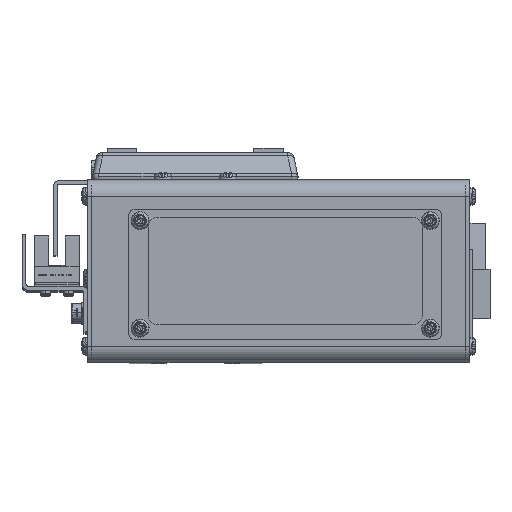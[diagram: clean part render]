
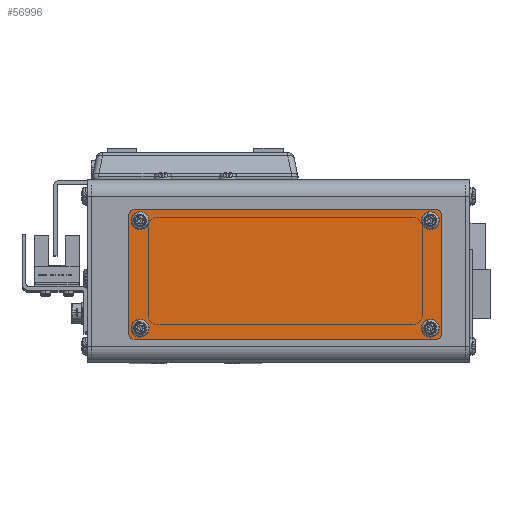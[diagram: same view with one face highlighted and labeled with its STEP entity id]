
A CAD part, top view. The second image highlights one B-rep face of the part: STEP entity #56996.
In plain terms, the highlighted face is planar.
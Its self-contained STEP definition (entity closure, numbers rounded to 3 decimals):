
#354 = DIRECTION ( 'NONE',  ( 0., 0., 1. ) ) ;
#419 = EDGE_CURVE ( 'NONE', #12933, #5858, #56835, .T. ) ;
#431 = CARTESIAN_POINT ( 'NONE',  ( 140.406, 233.769, 0. ) ) ;
#1969 = CARTESIAN_POINT ( 'NONE',  ( 140.406, 233.769, 0. ) ) ;
#3883 = CARTESIAN_POINT ( 'NONE',  ( 138.406, 195.769, 0. ) ) ;
#4564 = DIRECTION ( 'NONE',  ( 0., 0., 1. ) ) ;
#4981 = AXIS2_PLACEMENT_3D ( 'NONE', #35415, #354, #41305 ) ;
#5109 = VERTEX_POINT ( 'NONE', #70050 ) ;
#5723 = CARTESIAN_POINT ( 'NONE',  ( 47.906, 199.269, 0. ) ) ;
#5858 = VERTEX_POINT ( 'NONE', #29306 ) ;
#7588 = EDGE_CURVE ( 'NONE', #46721, #15594, #54125, .T. ) ;
#7800 = EDGE_CURVE ( 'NONE', #59072, #60503, #43051, .T. ) ;
#8585 = DIRECTION ( 'NONE',  ( 0., 0., 1. ) ) ;
#8608 = EDGE_CURVE ( 'NONE', #52391, #72235, #54932, .T. ) ;
#9062 = CIRCLE ( 'NONE', #42898, 1.7 ) ;
#9774 = DIRECTION ( 'NONE',  ( 1., 0., 0. ) ) ;
#11206 = EDGE_CURVE ( 'NONE', #74569, #70673, #9062, .T. ) ;
#11461 = FACE_BOUND ( 'NONE', #29450, .T. ) ;
#11660 = DIRECTION ( 'NONE',  ( 1., 0., 0. ) ) ;
#11760 = DIRECTION ( 'NONE',  ( 0., 0., 1. ) ) ;
#12549 = DIRECTION ( 'NONE',  ( -1., 0., 0. ) ) ;
#12811 = CIRCLE ( 'NONE', #36839, 1.7 ) ;
#12933 = VERTEX_POINT ( 'NONE', #58250 ) ;
#14522 = DIRECTION ( 'NONE',  ( 0., 0., 1. ) ) ;
#14668 = CARTESIAN_POINT ( 'NONE',  ( 47.906, 199.269, 0. ) ) ;
#15129 = EDGE_LOOP ( 'NONE', ( #43949, #70868, #68797, #21783, #33950, #44983, #40402, #41186 ) ) ;
#15594 = VERTEX_POINT ( 'NONE', #29079 ) ;
#15691 = CARTESIAN_POINT ( 'NONE',  ( 46.206, 232.269, 0. ) ) ;
#16057 = AXIS2_PLACEMENT_3D ( 'NONE', #43658, #8585, #49566 ) ;
#16330 = CARTESIAN_POINT ( 'NONE',  ( 136.906, 232.269, 0. ) ) ;
#17907 = DIRECTION ( 'NONE',  ( 0., 0., 1. ) ) ;
#18247 = VECTOR ( 'NONE', #12549, 1000. ) ;
#18524 = DIRECTION ( 'NONE',  ( 0., 0., 1. ) ) ;
#18874 = CARTESIAN_POINT ( 'NONE',  ( 47.906, 232.269, 0. ) ) ;
#19304 = AXIS2_PLACEMENT_3D ( 'NONE', #49561, #14522, #55507 ) ;
#20532 = DIRECTION ( 'NONE',  ( 1., 0., 0. ) ) ;
#21539 = CARTESIAN_POINT ( 'NONE',  ( 138.406, 195.769, 0. ) ) ;
#21783 = ORIENTED_EDGE ( 'NONE', *, *, #21856, .F. ) ;
#21796 = VERTEX_POINT ( 'NONE', #24503 ) ;
#21856 = EDGE_CURVE ( 'NONE', #48837, #38013, #68956, .T. ) ;
#21968 = CARTESIAN_POINT ( 'NONE',  ( 44.406, 197.769, 0. ) ) ;
#22014 = CARTESIAN_POINT ( 'NONE',  ( 46.406, 233.769, 0. ) ) ;
#22171 = DIRECTION ( 'NONE',  ( 1., 0., 0. ) ) ;
#23346 = FACE_BOUND ( 'NONE', #43059, .T. ) ;
#24503 = CARTESIAN_POINT ( 'NONE',  ( 138.606, 232.269, 0. ) ) ;
#24715 = DIRECTION ( 'NONE',  ( 1., 0., 0. ) ) ;
#24773 = EDGE_CURVE ( 'NONE', #71523, #46721, #62260, .T. ) ;
#24847 = CARTESIAN_POINT ( 'NONE',  ( 49.606, 232.269, 0. ) ) ;
#25034 = ORIENTED_EDGE ( 'NONE', *, *, #419, .T. ) ;
#25190 = CARTESIAN_POINT ( 'NONE',  ( 136.906, 199.269, 0. ) ) ;
#25318 = AXIS2_PLACEMENT_3D ( 'NONE', #5723, #46709, #11660 ) ;
#26308 = EDGE_LOOP ( 'NONE', ( #25034, #39842 ) ) ;
#26794 = EDGE_CURVE ( 'NONE', #70673, #74569, #28033, .T. ) ;
#27331 = AXIS2_PLACEMENT_3D ( 'NONE', #16330, #57305, #22171 ) ;
#27891 = PLANE ( 'NONE',  #69743 ) ;
#28033 = CIRCLE ( 'NONE', #43573, 1.7 ) ;
#29079 = CARTESIAN_POINT ( 'NONE',  ( 46.406, 195.769, 0. ) ) ;
#29306 = CARTESIAN_POINT ( 'NONE',  ( 49.606, 199.269, 0. ) ) ;
#29450 = EDGE_LOOP ( 'NONE', ( #59901, #74305 ) ) ;
#30272 = CARTESIAN_POINT ( 'NONE',  ( 135.206, 199.269, 0. ) ) ;
#30576 = CARTESIAN_POINT ( 'NONE',  ( 46.406, 235.769, 0. ) ) ;
#31046 = DIRECTION ( 'NONE',  ( 1., 0., 0. ) ) ;
#31143 = EDGE_CURVE ( 'NONE', #15594, #74562, #39061, .T. ) ;
#32255 = AXIS2_PLACEMENT_3D ( 'NONE', #46823, #11760, #52765 ) ;
#32470 = AXIS2_PLACEMENT_3D ( 'NONE', #25190, #66161, #31046 ) ;
#32875 = CIRCLE ( 'NONE', #16057, 1.7 ) ;
#33537 = VECTOR ( 'NONE', #9774, 1000. ) ;
#33950 = ORIENTED_EDGE ( 'NONE', *, *, #58668, .F. ) ;
#34495 = CIRCLE ( 'NONE', #32255, 2. ) ;
#34822 = DIRECTION ( 'NONE',  ( 0., 0., 1. ) ) ;
#35415 = CARTESIAN_POINT ( 'NONE',  ( 46.406, 197.769, 0. ) ) ;
#35559 = CARTESIAN_POINT ( 'NONE',  ( 138.606, 199.269, 0. ) ) ;
#36839 = AXIS2_PLACEMENT_3D ( 'NONE', #14668, #55642, #20532 ) ;
#37999 = EDGE_CURVE ( 'NONE', #60503, #59072, #59518, .T. ) ;
#38013 = VERTEX_POINT ( 'NONE', #431 ) ;
#38081 = ORIENTED_EDGE ( 'NONE', *, *, #38213, .T. ) ;
#38213 = EDGE_CURVE ( 'NONE', #5109, #21796, #32875, .T. ) ;
#38929 = FACE_BOUND ( 'NONE', #26308, .T. ) ;
#39061 = LINE ( 'NONE', #3883, #33537 ) ;
#39842 = ORIENTED_EDGE ( 'NONE', *, *, #69400, .T. ) ;
#40402 = ORIENTED_EDGE ( 'NONE', *, *, #7588, .F. ) ;
#41186 = ORIENTED_EDGE ( 'NONE', *, *, #24773, .F. ) ;
#41305 = DIRECTION ( 'NONE',  ( 1., 0., 0. ) ) ;
#42362 = ORIENTED_EDGE ( 'NONE', *, *, #7800, .T. ) ;
#42370 = CIRCLE ( 'NONE', #19304, 2. ) ;
#42441 = ORIENTED_EDGE ( 'NONE', *, *, #50355, .T. ) ;
#42898 = AXIS2_PLACEMENT_3D ( 'NONE', #18874, #59842, #24715 ) ;
#43051 = CIRCLE ( 'NONE', #32470, 1.7 ) ;
#43059 = EDGE_LOOP ( 'NONE', ( #42362, #73515 ) ) ;
#43573 = AXIS2_PLACEMENT_3D ( 'NONE', #53610, #18524, #59482 ) ;
#43658 = CARTESIAN_POINT ( 'NONE',  ( 136.906, 232.269, 0. ) ) ;
#43948 = EDGE_CURVE ( 'NONE', #72235, #71523, #61691, .T. ) ;
#43949 = ORIENTED_EDGE ( 'NONE', *, *, #43948, .F. ) ;
#44939 = AXIS2_PLACEMENT_3D ( 'NONE', #52960, #17907, #58853 ) ;
#44983 = ORIENTED_EDGE ( 'NONE', *, *, #31143, .F. ) ;
#45559 = DIRECTION ( 'NONE',  ( 1., 0., 0. ) ) ;
#46599 = VECTOR ( 'NONE', #46954, 1000. ) ;
#46709 = DIRECTION ( 'NONE',  ( 0., 0., 1. ) ) ;
#46721 = VERTEX_POINT ( 'NONE', #21968 ) ;
#46823 = CARTESIAN_POINT ( 'NONE',  ( 138.406, 233.769, 0. ) ) ;
#46954 = DIRECTION ( 'NONE',  ( 0., -1., 0. ) ) ;
#48837 = VERTEX_POINT ( 'NONE', #49406 ) ;
#49406 = CARTESIAN_POINT ( 'NONE',  ( 140.406, 197.769, 0. ) ) ;
#49561 = CARTESIAN_POINT ( 'NONE',  ( 138.406, 197.769, 0. ) ) ;
#49566 = DIRECTION ( 'NONE',  ( 1., 0., 0. ) ) ;
#50334 = CARTESIAN_POINT ( 'NONE',  ( 44.406, 233.769, 0. ) ) ;
#50355 = EDGE_CURVE ( 'NONE', #21796, #5109, #54487, .T. ) ;
#52391 = VERTEX_POINT ( 'NONE', #71528 ) ;
#52765 = DIRECTION ( 'NONE',  ( 1., 0., 0. ) ) ;
#52960 = CARTESIAN_POINT ( 'NONE',  ( 136.906, 199.269, 0. ) ) ;
#53421 = VECTOR ( 'NONE', #54740, 1000. ) ;
#53610 = CARTESIAN_POINT ( 'NONE',  ( 47.906, 232.269, 0. ) ) ;
#54125 = CIRCLE ( 'NONE', #4981, 2. ) ;
#54487 = CIRCLE ( 'NONE', #27331, 1.7 ) ;
#54563 = FACE_OUTER_BOUND ( 'NONE', #15129, .T. ) ;
#54740 = DIRECTION ( 'NONE',  ( 0., 1., 0. ) ) ;
#54932 = LINE ( 'NONE', #70916, #18247 ) ;
#55507 = DIRECTION ( 'NONE',  ( 1., 0., 0. ) ) ;
#55642 = DIRECTION ( 'NONE',  ( 0., 0., 1. ) ) ;
#56835 = CIRCLE ( 'NONE', #25318, 1.7 ) ;
#56996 = ADVANCED_FACE ( 'NONE', ( #70085, #11461, #54563, #38929, #23346 ), #27891, .F. ) ;
#57305 = DIRECTION ( 'NONE',  ( 0., 0., 1. ) ) ;
#57979 = AXIS2_PLACEMENT_3D ( 'NONE', #69922, #34822, #75767 ) ;
#58192 = EDGE_LOOP ( 'NONE', ( #38081, #42441 ) ) ;
#58250 = CARTESIAN_POINT ( 'NONE',  ( 46.206, 199.269, 0. ) ) ;
#58668 = EDGE_CURVE ( 'NONE', #74562, #48837, #42370, .T. ) ;
#58766 = CARTESIAN_POINT ( 'NONE',  ( 44.406, 197.769, 0. ) ) ;
#58853 = DIRECTION ( 'NONE',  ( 1., 0., 0. ) ) ;
#59072 = VERTEX_POINT ( 'NONE', #30272 ) ;
#59482 = DIRECTION ( 'NONE',  ( 1., 0., 0. ) ) ;
#59518 = CIRCLE ( 'NONE', #44939, 1.7 ) ;
#59842 = DIRECTION ( 'NONE',  ( 0., 0., 1. ) ) ;
#59901 = ORIENTED_EDGE ( 'NONE', *, *, #11206, .T. ) ;
#60503 = VERTEX_POINT ( 'NONE', #35559 ) ;
#61691 = CIRCLE ( 'NONE', #57979, 2. ) ;
#62260 = LINE ( 'NONE', #58766, #46599 ) ;
#65041 = EDGE_CURVE ( 'NONE', #38013, #52391, #34495, .T. ) ;
#66161 = DIRECTION ( 'NONE',  ( 0., 0., 1. ) ) ;
#68797 = ORIENTED_EDGE ( 'NONE', *, *, #65041, .F. ) ;
#68956 = LINE ( 'NONE', #1969, #53421 ) ;
#69400 = EDGE_CURVE ( 'NONE', #5858, #12933, #12811, .T. ) ;
#69743 = AXIS2_PLACEMENT_3D ( 'NONE', #22014, #4564, #45559 ) ;
#69922 = CARTESIAN_POINT ( 'NONE',  ( 46.406, 233.769, 0. ) ) ;
#70050 = CARTESIAN_POINT ( 'NONE',  ( 135.206, 232.269, 0. ) ) ;
#70085 = FACE_BOUND ( 'NONE', #58192, .T. ) ;
#70673 = VERTEX_POINT ( 'NONE', #24847 ) ;
#70868 = ORIENTED_EDGE ( 'NONE', *, *, #8608, .F. ) ;
#70916 = CARTESIAN_POINT ( 'NONE',  ( 46.406, 235.769, 0. ) ) ;
#71523 = VERTEX_POINT ( 'NONE', #50334 ) ;
#71528 = CARTESIAN_POINT ( 'NONE',  ( 138.406, 235.769, 0. ) ) ;
#72235 = VERTEX_POINT ( 'NONE', #30576 ) ;
#73515 = ORIENTED_EDGE ( 'NONE', *, *, #37999, .T. ) ;
#74305 = ORIENTED_EDGE ( 'NONE', *, *, #26794, .T. ) ;
#74562 = VERTEX_POINT ( 'NONE', #21539 ) ;
#74569 = VERTEX_POINT ( 'NONE', #15691 ) ;
#75767 = DIRECTION ( 'NONE',  ( 1., 0., 0. ) ) ;
